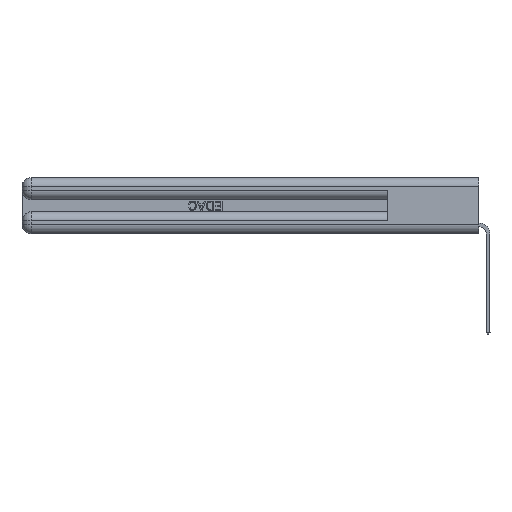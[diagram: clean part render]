
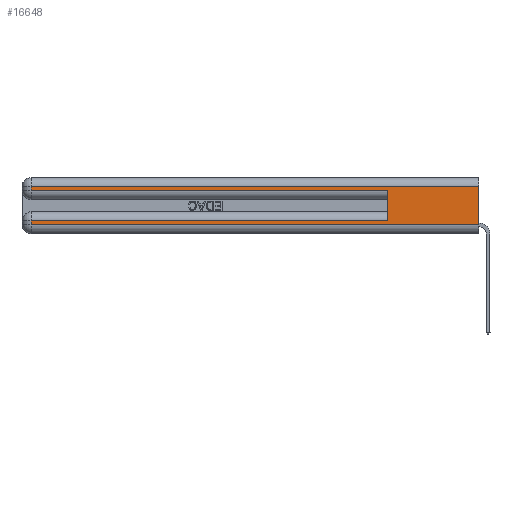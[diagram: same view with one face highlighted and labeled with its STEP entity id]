
A CAD part, left-side view. The second image highlights one B-rep face of the part: STEP entity #16648.
In plain terms, the highlighted planar face has unit normal (-1, 0, 0).
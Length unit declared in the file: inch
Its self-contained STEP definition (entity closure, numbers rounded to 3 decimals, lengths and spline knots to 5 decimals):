
#131 = CARTESIAN_POINT ( 'NONE',  ( 0., 0., 0.06 ) ) ;
#409 = CARTESIAN_POINT ( 'NONE',  ( 0., 0., 0.285 ) ) ;
#830 = VECTOR ( 'NONE', #17126, 39.37008 ) ;
#987 = CARTESIAN_POINT ( 'NONE',  ( 0., 2.94, 0.06 ) ) ;
#1208 = DIRECTION ( 'NONE',  ( 0., 0., -1. ) ) ;
#2026 = VECTOR ( 'NONE', #2332, 39.37008 ) ;
#2332 = DIRECTION ( 'NONE',  ( 0., 0., -1. ) ) ;
#2407 = EDGE_CURVE ( 'NONE', #14447, #7875, #18180, .T. ) ;
#2738 = DIRECTION ( 'NONE',  ( 0., -1., 0. ) ) ;
#2749 = CARTESIAN_POINT ( 'NONE',  ( 0., 0.6, 0.285 ) ) ;
#2955 = LINE ( 'NONE', #409, #25324 ) ;
#4294 = CARTESIAN_POINT ( 'NONE',  ( 0., 0., 0.06 ) ) ;
#4382 = VECTOR ( 'NONE', #20970, 39.37008 ) ;
#4757 = LINE ( 'NONE', #19712, #9521 ) ;
#4975 = VECTOR ( 'NONE', #1208, 39.37008 ) ;
#5549 = EDGE_LOOP ( 'NONE', ( #26704, #23152, #21813, #28681, #17078, #5646, #12593, #9025 ) ) ;
#5646 = ORIENTED_EDGE ( 'NONE', *, *, #16370, .T. ) ;
#5689 = DIRECTION ( 'NONE',  ( 0., 0., -1. ) ) ;
#7863 = EDGE_CURVE ( 'NONE', #16949, #27192, #11699, .T. ) ;
#7875 = VERTEX_POINT ( 'NONE', #4294 ) ;
#8209 = DIRECTION ( 'NONE',  ( 0., 0., -1. ) ) ;
#8706 = CARTESIAN_POINT ( 'NONE',  ( 0., 0.6, 0.085 ) ) ;
#8975 = LINE ( 'NONE', #27655, #2026 ) ;
#9025 = ORIENTED_EDGE ( 'NONE', *, *, #2407, .T. ) ;
#9395 = AXIS2_PLACEMENT_3D ( 'NONE', #17260, #26326, #5689 ) ;
#9521 = VECTOR ( 'NONE', #8209, 39.37008 ) ;
#10933 = VERTEX_POINT ( 'NONE', #27613 ) ;
#11242 = CARTESIAN_POINT ( 'NONE',  ( 0., 0., 0.31 ) ) ;
#11699 = LINE ( 'NONE', #11242, #29277 ) ;
#12110 = FACE_OUTER_BOUND ( 'NONE', #5549, .T. ) ;
#12593 = ORIENTED_EDGE ( 'NONE', *, *, #17366, .T. ) ;
#13750 = EDGE_CURVE ( 'NONE', #27192, #15233, #8975, .T. ) ;
#14447 = VERTEX_POINT ( 'NONE', #987 ) ;
#14853 = VECTOR ( 'NONE', #24254, 39.37008 ) ;
#15233 = VERTEX_POINT ( 'NONE', #26670 ) ;
#16032 = CARTESIAN_POINT ( 'NONE',  ( 0., 0., 0.31 ) ) ;
#16370 = EDGE_CURVE ( 'NONE', #17472, #10933, #19329, .T. ) ;
#16648 = ADVANCED_FACE ( 'NONE', ( #12110 ), #19545, .F. ) ;
#16949 = VERTEX_POINT ( 'NONE', #16032 ) ;
#17078 = ORIENTED_EDGE ( 'NONE', *, *, #20540, .F. ) ;
#17126 = DIRECTION ( 'NONE',  ( 0., 1., 0. ) ) ;
#17260 = CARTESIAN_POINT ( 'NONE',  ( 0., 0., 0.37 ) ) ;
#17366 = EDGE_CURVE ( 'NONE', #10933, #14447, #4757, .T. ) ;
#17472 = VERTEX_POINT ( 'NONE', #8706 ) ;
#18031 = LINE ( 'NONE', #19544, #4975 ) ;
#18180 = LINE ( 'NONE', #131, #4382 ) ;
#19329 = LINE ( 'NONE', #21635, #830 ) ;
#19544 = CARTESIAN_POINT ( 'NONE',  ( 0., 0., 0.37 ) ) ;
#19545 = PLANE ( 'NONE',  #9395 ) ;
#19712 = CARTESIAN_POINT ( 'NONE',  ( 0., 2.94, 0.37 ) ) ;
#20540 = EDGE_CURVE ( 'NONE', #17472, #27908, #27006, .T. ) ;
#20970 = DIRECTION ( 'NONE',  ( 0., -1., 0. ) ) ;
#21165 = EDGE_CURVE ( 'NONE', #16949, #7875, #18031, .T. ) ;
#21635 = CARTESIAN_POINT ( 'NONE',  ( 0., 0., 0.085 ) ) ;
#21813 = ORIENTED_EDGE ( 'NONE', *, *, #13750, .T. ) ;
#21985 = CARTESIAN_POINT ( 'NONE',  ( 0., 0.6, 0.145 ) ) ;
#22364 = CARTESIAN_POINT ( 'NONE',  ( 0., 2.94, 0.31 ) ) ;
#23152 = ORIENTED_EDGE ( 'NONE', *, *, #7863, .T. ) ;
#23953 = EDGE_CURVE ( 'NONE', #15233, #27908, #2955, .T. ) ;
#24254 = DIRECTION ( 'NONE',  ( 0., 0., 1. ) ) ;
#24961 = DIRECTION ( 'NONE',  ( 0., 1., 0. ) ) ;
#25324 = VECTOR ( 'NONE', #2738, 39.37008 ) ;
#26326 = DIRECTION ( 'NONE',  ( 1., 0., 0. ) ) ;
#26670 = CARTESIAN_POINT ( 'NONE',  ( 0., 2.94, 0.285 ) ) ;
#26704 = ORIENTED_EDGE ( 'NONE', *, *, #21165, .F. ) ;
#27006 = LINE ( 'NONE', #21985, #14853 ) ;
#27192 = VERTEX_POINT ( 'NONE', #22364 ) ;
#27613 = CARTESIAN_POINT ( 'NONE',  ( 0., 2.94, 0.085 ) ) ;
#27655 = CARTESIAN_POINT ( 'NONE',  ( 0., 2.94, 0.37 ) ) ;
#27908 = VERTEX_POINT ( 'NONE', #2749 ) ;
#28681 = ORIENTED_EDGE ( 'NONE', *, *, #23953, .T. ) ;
#29277 = VECTOR ( 'NONE', #24961, 39.37008 ) ;
